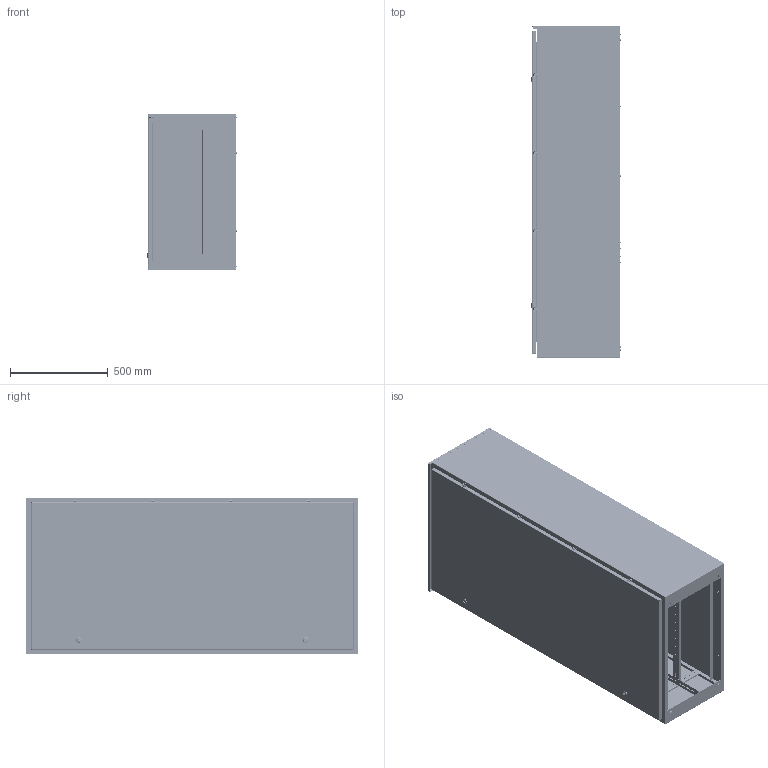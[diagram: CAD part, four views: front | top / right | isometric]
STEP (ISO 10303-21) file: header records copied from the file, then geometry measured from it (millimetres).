
FILE_DESCRIPTION (( 'STEP AP214' ), '1' );
FILE_NAME ('mb05-01-00m ÂÐÓ-1Ì ìîäèôèöèðîâàííûé ÑÁ.STEP', '2021-07-02T05:23:48', ( '' ), ( '' ), 'SwSTEP 2.0', 'SolidWorks 2021', '' );
FILE_SCHEMA (( 'AUTOMOTIVE_DESIGN' ));
Length unit declared in the file: millimetre
Products named in the file (30): pan head cross recess screw_din_DIN EN ISO 7045 - M6 x 20 - Z - 20N; cross ph tapping 968_din_Screw DIN 968-ST4.2x13-C-H-N; Çàìîê áîëüøîé; ÌÈ-2140.01.01.000 Ñòåíêà ïðàâàÿ ÑÁ; ﾌﾈ-2140.02.00.001 ﾄ粢; 昈-2140.01.00.000 忺謤僔 捘; ﾌﾈ-2140.02.00.000 ﾄ粢 ﾑﾁ; mb05-01-00m ÂÐÓ-1Ì ìîäèôèöèðîâàííûé ÑÁ; Íàâåñêà îêîííàÿ; ÌÈ-2140.02.00.002 Ðåáðî æåñòêîñòè; 倘-2140.01.00.003 署赅; ÌÈ-2140.00.00.001 Óãîëîê ïåðôîðèðîâàííûé; Ïåòëÿ îêîííàÿ; ÌÈ-2140.01.02.000 Ñòåíêà ëåâàÿ ÑÁ; ÌÈ-2140.00.00.005 Ñòåíêà çàäíÿÿ íèç; ÌÈ-2140.01.00.002 Øâåëëåð çàäíèé; hex flange nut_din_Hexagon Flange Nut DIN 6923 - M6 - N; ÌÈ-2140.00.00.002 Ïàíåëü ïåðôîðèðîâàííàÿ 1; ÌÈ-2140.01.02.001 Ñòåíêà ëåâàÿ; ﾘ琺矜 ﾀ6 ﾃﾎﾑﾒ 11371-78; ÌÈ-2140.01.01.002 Øâåëëåð áîêîâîé; Øïèëüêà ïðèâàðíàÿ Ì6õ16; ÌÈ-2140.01.00.004 Øâåëëåð öåíòðàëüíûé çàäíèé ; ÌÈ-2140.01.01.001 Ñòåíêà ïðàâàÿ; ÌÈ-2140.00.00.003 Ïàíåëü ïåðôîðèðîâàííàÿ 2; hex flange nut_din5_Hexagon Flange Nut DIN 6923 - M6 - N; ÌÈ-2140.00.00.004 Ðåéêà ìîíòàæíàÿ; ÌÈ-2140.01.00.001 Ñòåíêà ïåðåäíÿÿ; ÌÈ-2140.00.00.006 Ñòåíêà çàäíÿÿ âåðõ; ﾘ
Assembly tree (137 placements, depth 4):
  mb05-01-00m ÂÐÓ-1Ì ìîäèôèöèðîâàííûé ÑÁ
    昈-2140.01.00.000 忺謤僔 捘
      ÌÈ-2140.01.02.000 Ñòåíêà ëåâàÿ ÑÁ
        ÌÈ-2140.01.02.001 Ñòåíêà ëåâàÿ
        ÌÈ-2140.01.01.002 Øâåëëåð áîêîâîé  x4
      ÌÈ-2140.01.01.000 Ñòåíêà ïðàâàÿ ÑÁ
        ÌÈ-2140.01.01.001 Ñòåíêà ïðàâàÿ
        ÌÈ-2140.01.01.002 Øâåëëåð áîêîâîé  x4
        Øïèëüêà ïðèâàðíàÿ Ì6õ16
      ÌÈ-2140.01.00.001 Ñòåíêà ïåðåäíÿÿ  x2
      ÌÈ-2140.01.00.002 Øâåëëåð çàäíèé  x2
      倘-2140.01.00.003 署赅
      ÌÈ-2140.01.00.004 Øâåëëåð öåíòðàëüíûé çàäíèé 
    ÌÈ-2140.00.00.005 Ñòåíêà çàäíÿÿ íèç
    ÌÈ-2140.00.00.006 Ñòåíêà çàäíÿÿ âåðõ
    Ïåòëÿ îêîííàÿ  x4
    Íàâåñêà îêîííàÿ  x4
    ﾘ  x4
    hex flange nut_din5_Hexagon Flange Nut DIN 6923 - M6 - N  x34
    cross ph tapping 968_din_Screw DIN 968-ST4.2x13-C-H-N  x20
    ﾌﾈ-2140.02.00.000 ﾄ粢 ﾑﾁ
      ﾌﾈ-2140.02.00.001 ﾄ粢
      ÌÈ-2140.02.00.002 Ðåáðî æåñòêîñòè
      Øïèëüêà ïðèâàðíàÿ Ì6õ16
    Çàìîê áîëüøîé  x2
    ÌÈ-2140.00.00.004 Ðåéêà ìîíòàæíàÿ  x2
    pan head cross recess screw_din_DIN EN ISO 7045 - M6 x 20 - Z - 20N  x26
    ÌÈ-2140.00.00.001 Óãîëîê ïåðôîðèðîâàííûé  x2
    ÌÈ-2140.00.00.002 Ïàíåëü ïåðôîðèðîâàííàÿ 1  x6
    ÌÈ-2140.00.00.003 Ïàíåëü ïåðôîðèðîâàííàÿ 2
    ﾘ琺矜 ﾀ6 ﾃﾎﾑﾒ 11371-78  x4
    hex flange nut_din_Hexagon Flange Nut DIN 6923 - M6 - N  x2
Bounding box: 458.27 x 1700.7 x 802.4 mm (x, y, z)
Volume: 5173790.5 mm3; surface area: 13004901.2 mm2
Topology: 133 solids, 143 shells, 6760 faces, 17468 edges, 11020 vertices
Faces by surface type: plane 3116, cylinder 2426, cone 636, bspline 258, torus 232, sphere 92
Entity records: 62130 total; most frequent: CARTESIAN_POINT 12673, DIRECTION 9891, ORIENTED_EDGE 9428, EDGE_CURVE 4714, AXIS2_PLACEMENT_3D 3487, VERTEX_POINT 3003, LINE 2917, VECTOR 2917
